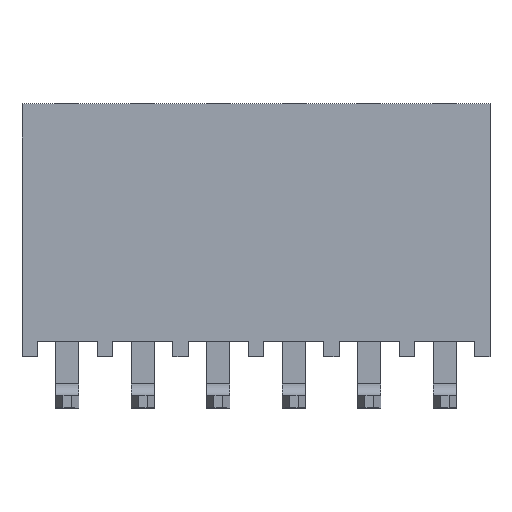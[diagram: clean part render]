
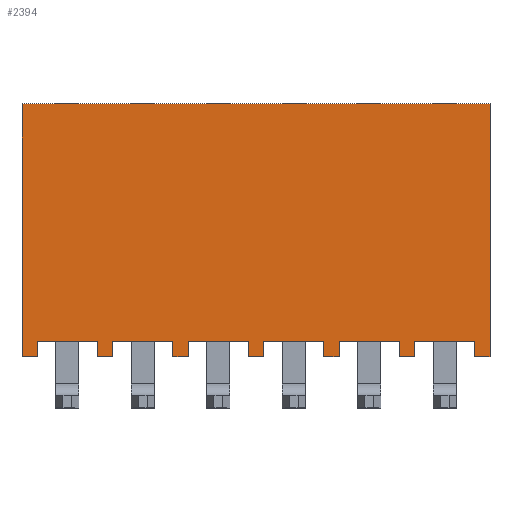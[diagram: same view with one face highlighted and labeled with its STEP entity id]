
A CAD part, top view. The second image highlights one B-rep face of the part: STEP entity #2394.
In plain terms, the highlighted planar face has unit normal (0, 0, 1).
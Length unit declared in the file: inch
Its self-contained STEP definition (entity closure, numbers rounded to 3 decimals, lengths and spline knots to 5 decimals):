
#95=ORIENTED_EDGE('',*,*,#791,.F.);
#96=ORIENTED_EDGE('',*,*,#792,.T.);
#97=ORIENTED_EDGE('',*,*,#793,.F.);
#98=ORIENTED_EDGE('',*,*,#794,.F.);
#99=ORIENTED_EDGE('',*,*,#795,.T.);
#100=ORIENTED_EDGE('',*,*,#796,.T.);
#101=ORIENTED_EDGE('',*,*,#797,.F.);
#102=ORIENTED_EDGE('',*,*,#798,.F.);
#103=ORIENTED_EDGE('',*,*,#799,.F.);
#104=ORIENTED_EDGE('',*,*,#800,.T.);
#105=ORIENTED_EDGE('',*,*,#801,.F.);
#106=ORIENTED_EDGE('',*,*,#802,.F.);
#107=ORIENTED_EDGE('',*,*,#803,.F.);
#108=ORIENTED_EDGE('',*,*,#804,.T.);
#109=ORIENTED_EDGE('',*,*,#805,.F.);
#110=ORIENTED_EDGE('',*,*,#806,.F.);
#111=ORIENTED_EDGE('',*,*,#807,.F.);
#112=ORIENTED_EDGE('',*,*,#808,.T.);
#113=ORIENTED_EDGE('',*,*,#809,.F.);
#114=ORIENTED_EDGE('',*,*,#810,.F.);
#115=ORIENTED_EDGE('',*,*,#811,.F.);
#116=ORIENTED_EDGE('',*,*,#812,.T.);
#117=ORIENTED_EDGE('',*,*,#813,.F.);
#118=ORIENTED_EDGE('',*,*,#814,.F.);
#119=ORIENTED_EDGE('',*,*,#815,.F.);
#120=ORIENTED_EDGE('',*,*,#816,.T.);
#121=ORIENTED_EDGE('',*,*,#817,.F.);
#122=ORIENTED_EDGE('',*,*,#818,.F.);
#791=EDGE_CURVE('',#1139,#1140,#1371,.T.);
#792=EDGE_CURVE('',#1139,#1141,#1372,.T.);
#793=EDGE_CURVE('',#1142,#1141,#1373,.T.);
#794=EDGE_CURVE('',#1143,#1142,#1374,.T.);
#795=EDGE_CURVE('',#1143,#1144,#1375,.T.);
#796=EDGE_CURVE('',#1144,#1145,#1376,.T.);
#797=EDGE_CURVE('',#1146,#1145,#1377,.T.);
#798=EDGE_CURVE('',#1147,#1146,#1378,.T.);
#799=EDGE_CURVE('',#1148,#1147,#1379,.T.);
#800=EDGE_CURVE('',#1148,#1149,#1380,.T.);
#801=EDGE_CURVE('',#1150,#1149,#1381,.T.);
#802=EDGE_CURVE('',#1151,#1150,#1382,.T.);
#803=EDGE_CURVE('',#1152,#1151,#1383,.T.);
#804=EDGE_CURVE('',#1152,#1153,#1384,.T.);
#805=EDGE_CURVE('',#1154,#1153,#1385,.T.);
#806=EDGE_CURVE('',#1155,#1154,#1386,.T.);
#807=EDGE_CURVE('',#1156,#1155,#1387,.T.);
#808=EDGE_CURVE('',#1156,#1157,#1388,.T.);
#809=EDGE_CURVE('',#1158,#1157,#1389,.T.);
#810=EDGE_CURVE('',#1159,#1158,#1390,.T.);
#811=EDGE_CURVE('',#1160,#1159,#1391,.T.);
#812=EDGE_CURVE('',#1160,#1161,#1392,.T.);
#813=EDGE_CURVE('',#1162,#1161,#1393,.T.);
#814=EDGE_CURVE('',#1163,#1162,#1394,.T.);
#815=EDGE_CURVE('',#1164,#1163,#1395,.T.);
#816=EDGE_CURVE('',#1164,#1165,#1396,.T.);
#817=EDGE_CURVE('',#1166,#1165,#1397,.T.);
#818=EDGE_CURVE('',#1140,#1166,#1398,.T.);
#1139=VERTEX_POINT('',#3387);
#1140=VERTEX_POINT('',#3388);
#1141=VERTEX_POINT('',#3390);
#1142=VERTEX_POINT('',#3392);
#1143=VERTEX_POINT('',#3394);
#1144=VERTEX_POINT('',#3396);
#1145=VERTEX_POINT('',#3398);
#1146=VERTEX_POINT('',#3400);
#1147=VERTEX_POINT('',#3402);
#1148=VERTEX_POINT('',#3404);
#1149=VERTEX_POINT('',#3406);
#1150=VERTEX_POINT('',#3408);
#1151=VERTEX_POINT('',#3410);
#1152=VERTEX_POINT('',#3412);
#1153=VERTEX_POINT('',#3414);
#1154=VERTEX_POINT('',#3416);
#1155=VERTEX_POINT('',#3418);
#1156=VERTEX_POINT('',#3420);
#1157=VERTEX_POINT('',#3422);
#1158=VERTEX_POINT('',#3424);
#1159=VERTEX_POINT('',#3426);
#1160=VERTEX_POINT('',#3428);
#1161=VERTEX_POINT('',#3430);
#1162=VERTEX_POINT('',#3432);
#1163=VERTEX_POINT('',#3434);
#1164=VERTEX_POINT('',#3436);
#1165=VERTEX_POINT('',#3438);
#1166=VERTEX_POINT('',#3440);
#1371=LINE('',#3386,#1695);
#1372=LINE('',#3389,#1696);
#1373=LINE('',#3391,#1697);
#1374=LINE('',#3393,#1698);
#1375=LINE('',#3395,#1699);
#1376=LINE('',#3397,#1700);
#1377=LINE('',#3399,#1701);
#1378=LINE('',#3401,#1702);
#1379=LINE('',#3403,#1703);
#1380=LINE('',#3405,#1704);
#1381=LINE('',#3407,#1705);
#1382=LINE('',#3409,#1706);
#1383=LINE('',#3411,#1707);
#1384=LINE('',#3413,#1708);
#1385=LINE('',#3415,#1709);
#1386=LINE('',#3417,#1710);
#1387=LINE('',#3419,#1711);
#1388=LINE('',#3421,#1712);
#1389=LINE('',#3423,#1713);
#1390=LINE('',#3425,#1714);
#1391=LINE('',#3427,#1715);
#1392=LINE('',#3429,#1716);
#1393=LINE('',#3431,#1717);
#1394=LINE('',#3433,#1718);
#1395=LINE('',#3435,#1719);
#1396=LINE('',#3437,#1720);
#1397=LINE('',#3439,#1721);
#1398=LINE('',#3441,#1722);
#1695=VECTOR('',#2731,39.37008);
#1696=VECTOR('',#2732,39.37008);
#1697=VECTOR('',#2733,39.37008);
#1698=VECTOR('',#2734,39.37008);
#1699=VECTOR('',#2735,39.37008);
#1700=VECTOR('',#2736,39.37008);
#1701=VECTOR('',#2737,39.37008);
#1702=VECTOR('',#2738,39.37008);
#1703=VECTOR('',#2739,39.37008);
#1704=VECTOR('',#2740,39.37008);
#1705=VECTOR('',#2741,39.37008);
#1706=VECTOR('',#2742,39.37008);
#1707=VECTOR('',#2743,39.37008);
#1708=VECTOR('',#2744,39.37008);
#1709=VECTOR('',#2745,39.37008);
#1710=VECTOR('',#2746,39.37008);
#1711=VECTOR('',#2747,39.37008);
#1712=VECTOR('',#2748,39.37008);
#1713=VECTOR('',#2749,39.37008);
#1714=VECTOR('',#2750,39.37008);
#1715=VECTOR('',#2751,39.37008);
#1716=VECTOR('',#2752,39.37008);
#1717=VECTOR('',#2753,39.37008);
#1718=VECTOR('',#2754,39.37008);
#1719=VECTOR('',#2755,39.37008);
#1720=VECTOR('',#2756,39.37008);
#1721=VECTOR('',#2757,39.37008);
#1722=VECTOR('',#2758,39.37008);
#1992=EDGE_LOOP('',(#95,#96,#97,#98,#99,#100,#101,#102,#103,#104,#105,#106,
#107,#108,#109,#110,#111,#112,#113,#114,#115,#116,#117,#118,#119,#120,#121,
#122));
#2136=FACE_BOUND('',#1992,.T.);
#2280=PLANE('',#2546);
#2394=ADVANCED_FACE('',(#2136),#2280,.F.);
#2546=AXIS2_PLACEMENT_3D('',#3385,#2729,#2730);
#2729=DIRECTION('',(0.,0.,-1.));
#2730=DIRECTION('',(-1.,0.,0.));
#2731=DIRECTION('',(0.,1.,0.));
#2732=DIRECTION('',(1.,0.,0.));
#2733=DIRECTION('',(0.,-1.,0.));
#2734=DIRECTION('',(1.,0.,0.));
#2735=DIRECTION('',(0.,-1.,0.));
#2736=DIRECTION('',(1.,0.,0.));
#2737=DIRECTION('',(0.,-1.,0.));
#2738=DIRECTION('',(-1.,0.,0.));
#2739=DIRECTION('',(0.,1.,0.));
#2740=DIRECTION('',(1.,0.,0.));
#2741=DIRECTION('',(0.,-1.,0.));
#2742=DIRECTION('',(-1.,0.,0.));
#2743=DIRECTION('',(0.,1.,0.));
#2744=DIRECTION('',(1.,0.,0.));
#2745=DIRECTION('',(0.,-1.,0.));
#2746=DIRECTION('',(-1.,0.,0.));
#2747=DIRECTION('',(0.,1.,0.));
#2748=DIRECTION('',(1.,0.,0.));
#2749=DIRECTION('',(0.,-1.,0.));
#2750=DIRECTION('',(-1.,0.,0.));
#2751=DIRECTION('',(0.,1.,0.));
#2752=DIRECTION('',(1.,0.,0.));
#2753=DIRECTION('',(0.,-1.,0.));
#2754=DIRECTION('',(-1.,0.,0.));
#2755=DIRECTION('',(0.,1.,0.));
#2756=DIRECTION('',(1.,0.,0.));
#2757=DIRECTION('',(0.,-1.,0.));
#2758=DIRECTION('',(-1.,0.,0.));
#3385=CARTESIAN_POINT('',(-0.31,0.335,0.0475));
#3386=CARTESIAN_POINT('',(0.29,0.335,0.0475));
#3387=CARTESIAN_POINT('',(0.29,0.,0.0475));
#3388=CARTESIAN_POINT('',(0.29,0.02,0.0475));
#3389=CARTESIAN_POINT('',(-0.31,0.,0.0475));
#3390=CARTESIAN_POINT('',(0.31,0.,0.0475));
#3391=CARTESIAN_POINT('',(0.31,0.335,0.0475));
#3392=CARTESIAN_POINT('',(0.31,0.335,0.0475));
#3393=CARTESIAN_POINT('',(-0.31,0.335,0.0475));
#3394=CARTESIAN_POINT('',(-0.31,0.335,0.0475));
#3395=CARTESIAN_POINT('',(-0.31,0.335,0.0475));
#3396=CARTESIAN_POINT('',(-0.31,0.,0.0475));
#3397=CARTESIAN_POINT('',(-0.31,0.,0.0475));
#3398=CARTESIAN_POINT('',(-0.29,0.,0.0475));
#3399=CARTESIAN_POINT('',(-0.29,0.335,0.0475));
#3400=CARTESIAN_POINT('',(-0.29,0.02,0.0475));
#3401=CARTESIAN_POINT('',(-0.31,0.02,0.0475));
#3402=CARTESIAN_POINT('',(-0.21,0.02,0.0475));
#3403=CARTESIAN_POINT('',(-0.21,0.335,0.0475));
#3404=CARTESIAN_POINT('',(-0.21,0.,0.0475));
#3405=CARTESIAN_POINT('',(-0.31,0.,0.0475));
#3406=CARTESIAN_POINT('',(-0.19,0.,0.0475));
#3407=CARTESIAN_POINT('',(-0.19,0.335,0.0475));
#3408=CARTESIAN_POINT('',(-0.19,0.02,0.0475));
#3409=CARTESIAN_POINT('',(-0.31,0.02,0.0475));
#3410=CARTESIAN_POINT('',(-0.11,0.02,0.0475));
#3411=CARTESIAN_POINT('',(-0.11,0.335,0.0475));
#3412=CARTESIAN_POINT('',(-0.11,0.,0.0475));
#3413=CARTESIAN_POINT('',(-0.31,0.,0.0475));
#3414=CARTESIAN_POINT('',(-0.09,0.,0.0475));
#3415=CARTESIAN_POINT('',(-0.09,0.335,0.0475));
#3416=CARTESIAN_POINT('',(-0.09,0.02,0.0475));
#3417=CARTESIAN_POINT('',(-0.31,0.02,0.0475));
#3418=CARTESIAN_POINT('',(-0.01,0.02,0.0475));
#3419=CARTESIAN_POINT('',(-0.01,0.335,0.0475));
#3420=CARTESIAN_POINT('',(-0.01,0.,0.0475));
#3421=CARTESIAN_POINT('',(-0.31,0.,0.0475));
#3422=CARTESIAN_POINT('',(0.01,0.,0.0475));
#3423=CARTESIAN_POINT('',(0.01,0.335,0.0475));
#3424=CARTESIAN_POINT('',(0.01,0.02,0.0475));
#3425=CARTESIAN_POINT('',(-0.31,0.02,0.0475));
#3426=CARTESIAN_POINT('',(0.09,0.02,0.0475));
#3427=CARTESIAN_POINT('',(0.09,0.335,0.0475));
#3428=CARTESIAN_POINT('',(0.09,0.,0.0475));
#3429=CARTESIAN_POINT('',(-0.31,0.,0.0475));
#3430=CARTESIAN_POINT('',(0.11,0.,0.0475));
#3431=CARTESIAN_POINT('',(0.11,0.335,0.0475));
#3432=CARTESIAN_POINT('',(0.11,0.02,0.0475));
#3433=CARTESIAN_POINT('',(-0.31,0.02,0.0475));
#3434=CARTESIAN_POINT('',(0.19,0.02,0.0475));
#3435=CARTESIAN_POINT('',(0.19,0.335,0.0475));
#3436=CARTESIAN_POINT('',(0.19,0.,0.0475));
#3437=CARTESIAN_POINT('',(-0.31,0.,0.0475));
#3438=CARTESIAN_POINT('',(0.21,0.,0.0475));
#3439=CARTESIAN_POINT('',(0.21,0.335,0.0475));
#3440=CARTESIAN_POINT('',(0.21,0.02,0.0475));
#3441=CARTESIAN_POINT('',(-0.31,0.02,0.0475));
